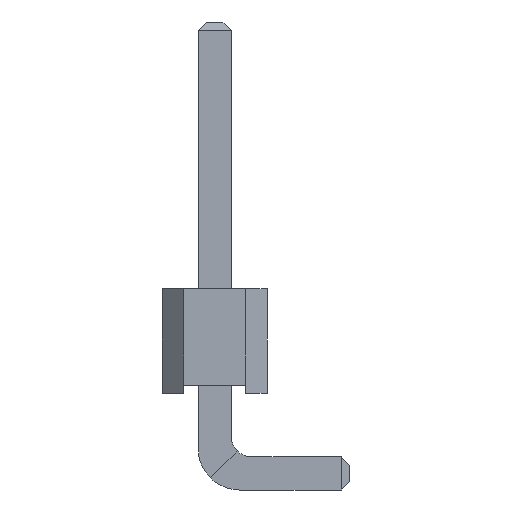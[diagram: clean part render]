
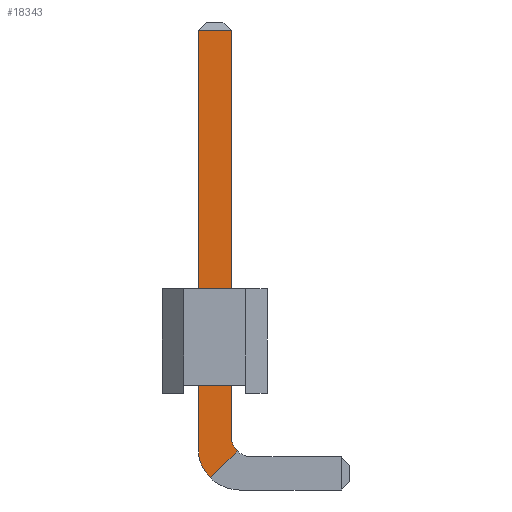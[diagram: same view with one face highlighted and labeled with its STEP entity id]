
A CAD part, front view. The second image highlights one B-rep face of the part: STEP entity #18343.
In plain terms, the highlighted planar face has unit normal (0, -1, 0).
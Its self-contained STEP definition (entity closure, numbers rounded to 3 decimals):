
#17600 = PLANE('',#17601);
#17601 = AXIS2_PLACEMENT_3D('',#17602,#17603,#17604);
#17602 = CARTESIAN_POINT('',(0.4,-35.16,9.));
#17603 = DIRECTION('',(1.,0.,0.));
#17604 = DIRECTION('',(0.,-1.,0.));
#17633 = CYLINDRICAL_SURFACE('',#17634,0.5);
#17634 = AXIS2_PLACEMENT_3D('',#17635,#17636,#17637);
#17635 = CARTESIAN_POINT('',(0.9,-35.16,-1.04));
#17636 = DIRECTION('',(0.,-1.,0.));
#17637 = DIRECTION('',(-1.,0.,0.));
#17694 = CYLINDRICAL_SURFACE('',#17695,1.);
#17695 = AXIS2_PLACEMENT_3D('',#17696,#17697,#17698);
#17696 = CARTESIAN_POINT('',(0.6,-35.16,-1.34));
#17697 = DIRECTION('',(-0.,-1.,0.));
#17698 = DIRECTION('',(-1.,0.,0.));
#17722 = PLANE('',#17723);
#17723 = AXIS2_PLACEMENT_3D('',#17724,#17725,#17726);
#17724 = CARTESIAN_POINT('',(-0.4,-35.96,9.));
#17725 = DIRECTION('',(-1.,0.,0.));
#17726 = DIRECTION('',(0.,1.,0.));
#17765 = VERTEX_POINT('',#17766);
#17766 = CARTESIAN_POINT('',(0.4,-35.96,8.8));
#17792 = EDGE_CURVE('',#17765,#17793,#17795,.T.);
#17793 = VERTEX_POINT('',#17794);
#17794 = CARTESIAN_POINT('',(0.4,-35.96,-1.04));
#17795 = SURFACE_CURVE('',#17796,(#17800,#17807),.PCURVE_S1.);
#17796 = LINE('',#17797,#17798);
#17797 = CARTESIAN_POINT('',(0.4,-35.96,9.));
#17798 = VECTOR('',#17799,1.);
#17799 = DIRECTION('',(0.,0.,-1.));
#17800 = PCURVE('',#17600,#17801);
#17801 = DEFINITIONAL_REPRESENTATION('',(#17802),#17806);
#17802 = LINE('',#17803,#17804);
#17803 = CARTESIAN_POINT('',(0.8,0.));
#17804 = VECTOR('',#17805,1.);
#17805 = DIRECTION('',(0.,1.));
#17806 = ( GEOMETRIC_REPRESENTATION_CONTEXT(2) 
PARAMETRIC_REPRESENTATION_CONTEXT() REPRESENTATION_CONTEXT('2D SPACE',''
  ) );
#17807 = PCURVE('',#17808,#17813);
#17808 = PLANE('',#17809);
#17809 = AXIS2_PLACEMENT_3D('',#17810,#17811,#17812);
#17810 = CARTESIAN_POINT('',(0.4,-35.96,9.));
#17811 = DIRECTION('',(-0.,-1.,0.));
#17812 = DIRECTION('',(-1.,0.,0.));
#17813 = DEFINITIONAL_REPRESENTATION('',(#17814),#17818);
#17814 = LINE('',#17815,#17816);
#17815 = CARTESIAN_POINT('',(0.,0.));
#17816 = VECTOR('',#17817,1.);
#17817 = DIRECTION('',(0.,1.));
#17818 = ( GEOMETRIC_REPRESENTATION_CONTEXT(2) 
PARAMETRIC_REPRESENTATION_CONTEXT() REPRESENTATION_CONTEXT('2D SPACE',''
  ) );
#17983 = VERTEX_POINT('',#17984);
#17984 = CARTESIAN_POINT('',(0.546,-35.96,-1.394));
#17999 = PLANE('',#18000);
#18000 = AXIS2_PLACEMENT_3D('',#18001,#18002,#18003);
#18001 = CARTESIAN_POINT('',(0.,-35.96,-1.54));
#18002 = DIRECTION('',(0.,-1.,0.));
#18003 = DIRECTION('',(0.,0.,-1.));
#18011 = EDGE_CURVE('',#17793,#17983,#18012,.T.);
#18012 = SURFACE_CURVE('',#18013,(#18018,#18025),.PCURVE_S1.);
#18013 = CIRCLE('',#18014,0.5);
#18014 = AXIS2_PLACEMENT_3D('',#18015,#18016,#18017);
#18015 = CARTESIAN_POINT('',(0.9,-35.96,-1.04));
#18016 = DIRECTION('',(0.,-1.,0.));
#18017 = DIRECTION('',(0.,0.,-1.));
#18018 = PCURVE('',#17633,#18019);
#18019 = DEFINITIONAL_REPRESENTATION('',(#18020),#18024);
#18020 = LINE('',#18021,#18022);
#18021 = CARTESIAN_POINT('',(-4.712,0.8));
#18022 = VECTOR('',#18023,1.);
#18023 = DIRECTION('',(1.,0.));
#18024 = ( GEOMETRIC_REPRESENTATION_CONTEXT(2) 
PARAMETRIC_REPRESENTATION_CONTEXT() REPRESENTATION_CONTEXT('2D SPACE',''
  ) );
#18025 = PCURVE('',#17808,#18026);
#18026 = DEFINITIONAL_REPRESENTATION('',(#18027),#18031);
#18027 = CIRCLE('',#18028,0.5);
#18028 = AXIS2_PLACEMENT_2D('',#18029,#18030);
#18029 = CARTESIAN_POINT('',(-0.5,10.04));
#18030 = DIRECTION('',(0.,1.));
#18031 = ( GEOMETRIC_REPRESENTATION_CONTEXT(2) 
PARAMETRIC_REPRESENTATION_CONTEXT() REPRESENTATION_CONTEXT('2D SPACE',''
  ) );
#18037 = EDGE_CURVE('',#18038,#18040,#18042,.T.);
#18038 = VERTEX_POINT('',#18039);
#18039 = CARTESIAN_POINT('',(-0.4,-35.96,8.8));
#18040 = VERTEX_POINT('',#18041);
#18041 = CARTESIAN_POINT('',(-0.4,-35.96,-1.34));
#18042 = SURFACE_CURVE('',#18043,(#18047,#18054),.PCURVE_S1.);
#18043 = LINE('',#18044,#18045);
#18044 = CARTESIAN_POINT('',(-0.4,-35.96,9.));
#18045 = VECTOR('',#18046,1.);
#18046 = DIRECTION('',(0.,0.,-1.));
#18047 = PCURVE('',#17722,#18048);
#18048 = DEFINITIONAL_REPRESENTATION('',(#18049),#18053);
#18049 = LINE('',#18050,#18051);
#18050 = CARTESIAN_POINT('',(0.,0.));
#18051 = VECTOR('',#18052,1.);
#18052 = DIRECTION('',(0.,1.));
#18053 = ( GEOMETRIC_REPRESENTATION_CONTEXT(2) 
PARAMETRIC_REPRESENTATION_CONTEXT() REPRESENTATION_CONTEXT('2D SPACE',''
  ) );
#18054 = PCURVE('',#17808,#18055);
#18055 = DEFINITIONAL_REPRESENTATION('',(#18056),#18060);
#18056 = LINE('',#18057,#18058);
#18057 = CARTESIAN_POINT('',(0.8,0.));
#18058 = VECTOR('',#18059,1.);
#18059 = DIRECTION('',(0.,1.));
#18060 = ( GEOMETRIC_REPRESENTATION_CONTEXT(2) 
PARAMETRIC_REPRESENTATION_CONTEXT() REPRESENTATION_CONTEXT('2D SPACE',''
  ) );
#18244 = VERTEX_POINT('',#18245);
#18245 = CARTESIAN_POINT('',(-0.107,-35.96,-2.047));
#18267 = EDGE_CURVE('',#18040,#18244,#18268,.T.);
#18268 = SURFACE_CURVE('',#18269,(#18274,#18281),.PCURVE_S1.);
#18269 = CIRCLE('',#18270,1.);
#18270 = AXIS2_PLACEMENT_3D('',#18271,#18272,#18273);
#18271 = CARTESIAN_POINT('',(0.6,-35.96,-1.34));
#18272 = DIRECTION('',(0.,-1.,0.));
#18273 = DIRECTION('',(0.,0.,-1.));
#18274 = PCURVE('',#17694,#18275);
#18275 = DEFINITIONAL_REPRESENTATION('',(#18276),#18280);
#18276 = LINE('',#18277,#18278);
#18277 = CARTESIAN_POINT('',(-4.712,0.8));
#18278 = VECTOR('',#18279,1.);
#18279 = DIRECTION('',(1.,0.));
#18280 = ( GEOMETRIC_REPRESENTATION_CONTEXT(2) 
PARAMETRIC_REPRESENTATION_CONTEXT() REPRESENTATION_CONTEXT('2D SPACE',''
  ) );
#18281 = PCURVE('',#17808,#18282);
#18282 = DEFINITIONAL_REPRESENTATION('',(#18283),#18287);
#18283 = CIRCLE('',#18284,1.);
#18284 = AXIS2_PLACEMENT_2D('',#18285,#18286);
#18285 = CARTESIAN_POINT('',(-0.2,10.34));
#18286 = DIRECTION('',(0.,1.));
#18287 = ( GEOMETRIC_REPRESENTATION_CONTEXT(2) 
PARAMETRIC_REPRESENTATION_CONTEXT() REPRESENTATION_CONTEXT('2D SPACE',''
  ) );
#18311 = PLANE('',#18312);
#18312 = AXIS2_PLACEMENT_3D('',#18313,#18314,#18315);
#18313 = CARTESIAN_POINT('',(0.4,-35.86,8.9));
#18314 = DIRECTION('',(0.,-0.707,0.707
    ));
#18315 = DIRECTION('',(-1.,0.,0.));
#18343 = ADVANCED_FACE('',(#18344),#17808,.T.);
#18344 = FACE_BOUND('',#18345,.T.);
#18345 = EDGE_LOOP('',(#18346,#18347,#18368,#18369,#18370,#18391));
#18346 = ORIENTED_EDGE('',*,*,#17792,.F.);
#18347 = ORIENTED_EDGE('',*,*,#18348,.T.);
#18348 = EDGE_CURVE('',#17765,#18038,#18349,.T.);
#18349 = SURFACE_CURVE('',#18350,(#18354,#18361),.PCURVE_S1.);
#18350 = LINE('',#18351,#18352);
#18351 = CARTESIAN_POINT('',(0.4,-35.96,8.8));
#18352 = VECTOR('',#18353,1.);
#18353 = DIRECTION('',(-1.,0.,0.));
#18354 = PCURVE('',#17808,#18355);
#18355 = DEFINITIONAL_REPRESENTATION('',(#18356),#18360);
#18356 = LINE('',#18357,#18358);
#18357 = CARTESIAN_POINT('',(0.,0.2));
#18358 = VECTOR('',#18359,1.);
#18359 = DIRECTION('',(1.,0.));
#18360 = ( GEOMETRIC_REPRESENTATION_CONTEXT(2) 
PARAMETRIC_REPRESENTATION_CONTEXT() REPRESENTATION_CONTEXT('2D SPACE',''
  ) );
#18361 = PCURVE('',#18311,#18362);
#18362 = DEFINITIONAL_REPRESENTATION('',(#18363),#18367);
#18363 = LINE('',#18364,#18365);
#18364 = CARTESIAN_POINT('',(0.,0.141));
#18365 = VECTOR('',#18366,1.);
#18366 = DIRECTION('',(1.,0.));
#18367 = ( GEOMETRIC_REPRESENTATION_CONTEXT(2) 
PARAMETRIC_REPRESENTATION_CONTEXT() REPRESENTATION_CONTEXT('2D SPACE',''
  ) );
#18368 = ORIENTED_EDGE('',*,*,#18037,.T.);
#18369 = ORIENTED_EDGE('',*,*,#18267,.T.);
#18370 = ORIENTED_EDGE('',*,*,#18371,.F.);
#18371 = EDGE_CURVE('',#17983,#18244,#18372,.T.);
#18372 = SURFACE_CURVE('',#18373,(#18377,#18384),.PCURVE_S1.);
#18373 = LINE('',#18374,#18375);
#18374 = CARTESIAN_POINT('',(0.4,-35.96,-1.54));
#18375 = VECTOR('',#18376,1.);
#18376 = DIRECTION('',(-0.707,0.,
    -0.707));
#18377 = PCURVE('',#17808,#18378);
#18378 = DEFINITIONAL_REPRESENTATION('',(#18379),#18383);
#18379 = LINE('',#18380,#18381);
#18380 = CARTESIAN_POINT('',(0.,10.54));
#18381 = VECTOR('',#18382,1.);
#18382 = DIRECTION('',(0.707,0.707));
#18383 = ( GEOMETRIC_REPRESENTATION_CONTEXT(2) 
PARAMETRIC_REPRESENTATION_CONTEXT() REPRESENTATION_CONTEXT('2D SPACE',''
  ) );
#18384 = PCURVE('',#17999,#18385);
#18385 = DEFINITIONAL_REPRESENTATION('',(#18386),#18390);
#18386 = LINE('',#18387,#18388);
#18387 = CARTESIAN_POINT('',(0.,0.4));
#18388 = VECTOR('',#18389,1.);
#18389 = DIRECTION('',(0.707,-0.707));
#18390 = ( GEOMETRIC_REPRESENTATION_CONTEXT(2) 
PARAMETRIC_REPRESENTATION_CONTEXT() REPRESENTATION_CONTEXT('2D SPACE',''
  ) );
#18391 = ORIENTED_EDGE('',*,*,#18011,.F.);
